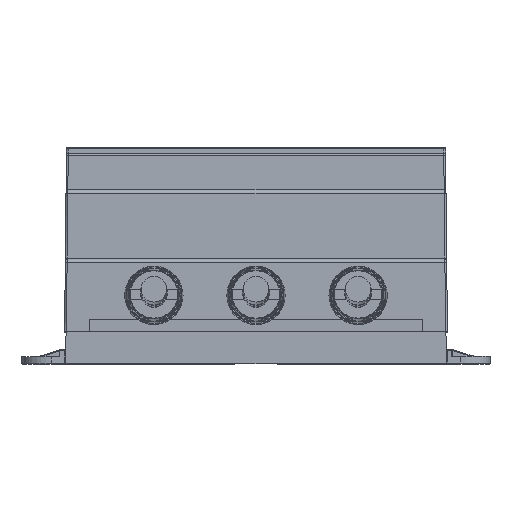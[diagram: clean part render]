
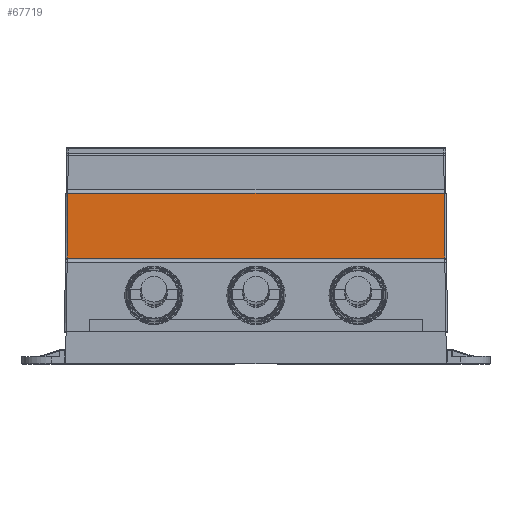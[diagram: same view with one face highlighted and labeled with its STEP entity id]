
A CAD part, top view. The second image highlights one B-rep face of the part: STEP entity #67719.
In plain terms, the highlighted face is planar.
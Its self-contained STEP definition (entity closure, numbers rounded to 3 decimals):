
#2209 = CARTESIAN_POINT ( 'NONE',  ( -30.243, 1.472, 51.985 ) ) ;
#3124 = LINE ( 'NONE', #20116, #91093 ) ;
#7166 = VERTEX_POINT ( 'NONE', #44390 ) ;
#7654 = ORIENTED_EDGE ( 'NONE', *, *, #22675, .T. ) ;
#9410 = LINE ( 'NONE', #2209, #67225 ) ;
#10697 = DIRECTION ( 'NONE',  ( 0.013, 1., 0. ) ) ;
#16613 = VECTOR ( 'NONE', #62164, 1000. ) ;
#17074 = CARTESIAN_POINT ( 'NONE',  ( -29.764, 38.013, 51.609 ) ) ;
#20116 = CARTESIAN_POINT ( 'NONE',  ( -30., 20., -52.5 ) ) ;
#22675 = EDGE_CURVE ( 'NONE', #35436, #71805, #3124, .T. ) ;
#27249 = CARTESIAN_POINT ( 'NONE',  ( -30.257, 0.391, -51.996 ) ) ;
#30882 = LINE ( 'NONE', #93028, #16613 ) ;
#32851 = EDGE_CURVE ( 'NONE', #71805, #80959, #9410, .T. ) ;
#34475 = DIRECTION ( 'NONE',  ( 0., 0., 1. ) ) ;
#34937 = DIRECTION ( 'NONE',  ( -0.013, -1., -0.01 ) ) ;
#35436 = VERTEX_POINT ( 'NONE', #60019 ) ;
#37437 = EDGE_CURVE ( 'NONE', #80959, #7166, #30882, .T. ) ;
#42043 = CARTESIAN_POINT ( 'NONE',  ( -30.257, 0.396, -52.5 ) ) ;
#44390 = CARTESIAN_POINT ( 'NONE',  ( -29.764, 38.013, -51.609 ) ) ;
#60019 = CARTESIAN_POINT ( 'NONE',  ( -30., 20., -51.794 ) ) ;
#62164 = DIRECTION ( 'NONE',  ( 0., 0., -1. ) ) ;
#66091 = VECTOR ( 'NONE', #34937, 1000. ) ;
#67225 = VECTOR ( 'NONE', #71084, 1000. ) ;
#67719 = ADVANCED_FACE ( 'NONE', ( #97021 ), #83129, .F. ) ;
#71084 = DIRECTION ( 'NONE',  ( 0.013, 1., -0.01 ) ) ;
#71805 = VERTEX_POINT ( 'NONE', #98751 ) ;
#76289 = ORIENTED_EDGE ( 'NONE', *, *, #32851, .T. ) ;
#80959 = VERTEX_POINT ( 'NONE', #17074 ) ;
#81018 = EDGE_LOOP ( 'NONE', ( #76289, #81562, #101128, #7654 ) ) ;
#81117 = DIRECTION ( 'NONE',  ( 1., -0.013, 0. ) ) ;
#81562 = ORIENTED_EDGE ( 'NONE', *, *, #37437, .T. ) ;
#83129 = PLANE ( 'NONE',  #86391 ) ;
#86391 = AXIS2_PLACEMENT_3D ( 'NONE', #42043, #81117, #10697 ) ;
#91093 = VECTOR ( 'NONE', #34475, 1000. ) ;
#93028 = CARTESIAN_POINT ( 'NONE',  ( -29.764, 38.013, -52.5 ) ) ;
#97021 = FACE_OUTER_BOUND ( 'NONE', #81018, .T. ) ;
#98623 = LINE ( 'NONE', #27249, #66091 ) ;
#98707 = EDGE_CURVE ( 'NONE', #7166, #35436, #98623, .T. ) ;
#98751 = CARTESIAN_POINT ( 'NONE',  ( -30., 20., 51.794 ) ) ;
#101128 = ORIENTED_EDGE ( 'NONE', *, *, #98707, .T. ) ;
